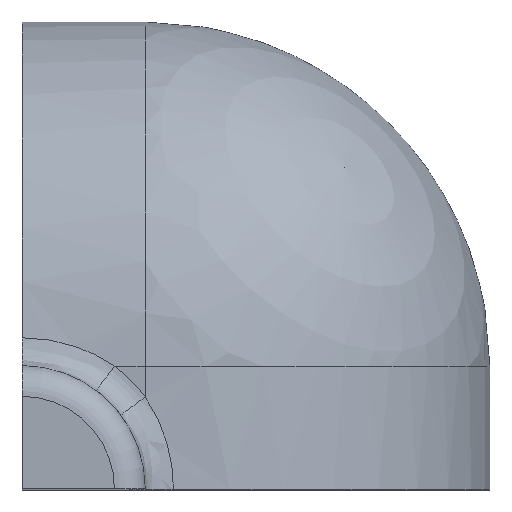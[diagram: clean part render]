
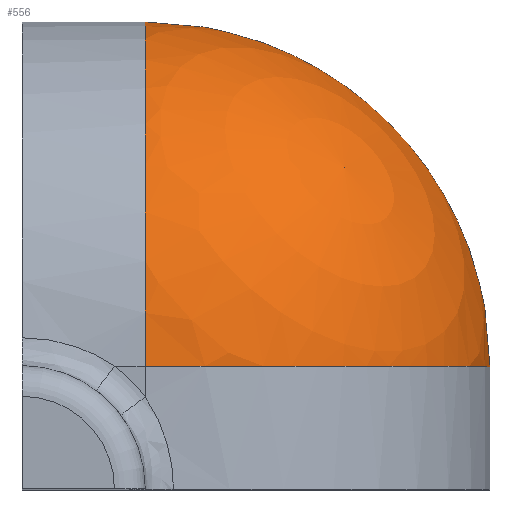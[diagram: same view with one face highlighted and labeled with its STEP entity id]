
A CAD part, top view. The second image highlights one B-rep face of the part: STEP entity #556.
In plain terms, the highlighted spherical face has radius 28 mm.
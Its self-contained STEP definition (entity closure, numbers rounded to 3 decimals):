
#29=SPHERICAL_SURFACE('',#630,28.);
#76=FACE_OUTER_BOUND('',#110,.T.);
#110=EDGE_LOOP('',(#445,#446,#447,#448,#449,#450));
#146=CIRCLE('',#612,28.);
#147=CIRCLE('',#613,28.);
#156=CIRCLE('',#629,28.);
#157=CIRCLE('',#631,28.);
#158=CIRCLE('',#632,28.);
#252=VERTEX_POINT('',#917);
#254=VERTEX_POINT('',#929);
#255=VERTEX_POINT('',#931);
#268=VERTEX_POINT('',#1068);
#269=VERTEX_POINT('',#1073);
#311=EDGE_CURVE('',#252,#254,#146,.T.);
#312=EDGE_CURVE('',#254,#255,#147,.T.);
#335=EDGE_CURVE('',#268,#252,#156,.T.);
#336=EDGE_CURVE('',#255,#268,#157,.T.);
#337=EDGE_CURVE('',#269,#254,#158,.T.);
#445=ORIENTED_EDGE('',*,*,#311,.F.);
#446=ORIENTED_EDGE('',*,*,#335,.F.);
#447=ORIENTED_EDGE('',*,*,#336,.F.);
#448=ORIENTED_EDGE('',*,*,#312,.F.);
#449=ORIENTED_EDGE('',*,*,#337,.F.);
#450=ORIENTED_EDGE('',*,*,#337,.T.);
#556=ADVANCED_FACE('',(#76),#29,.T.);
#612=AXIS2_PLACEMENT_3D('',#930,#727,#728);
#613=AXIS2_PLACEMENT_3D('',#932,#729,#730);
#629=AXIS2_PLACEMENT_3D('',#1070,#769,#770);
#630=AXIS2_PLACEMENT_3D('',#1071,#771,#772);
#631=AXIS2_PLACEMENT_3D('',#1072,#773,#774);
#632=AXIS2_PLACEMENT_3D('',#1074,#775,#776);
#727=DIRECTION('center_axis',(-1.,0.,0.));
#728=DIRECTION('ref_axis',(0.,1.,0.));
#729=DIRECTION('center_axis',(-1.,0.,0.));
#730=DIRECTION('ref_axis',(0.,1.,0.));
#769=DIRECTION('center_axis',(0.,-1.,0.));
#770=DIRECTION('ref_axis',(-1.,0.,0.));
#771=DIRECTION('center_axis',(0.577,0.577,0.577));
#772=DIRECTION('ref_axis',(0.707,0.,-0.707));
#773=DIRECTION('center_axis',(0.,0.,
-1.));
#774=DIRECTION('ref_axis',(1.,0.,0.));
#775=DIRECTION('center_axis',(0.408,-0.816,0.408));
#776=DIRECTION('ref_axis',(-0.707,0.,0.707));
#917=CARTESIAN_POINT('',(-67.25,207.25,390.));
#929=CARTESIAN_POINT('',(-67.25,219.772,387.044));
#930=CARTESIAN_POINT('Origin',(-67.25,207.25,362.));
#931=CARTESIAN_POINT('',(-67.25,235.25,362.));
#932=CARTESIAN_POINT('Origin',(-67.25,207.25,362.));
#1068=CARTESIAN_POINT('',(-39.25,207.25,362.));
#1070=CARTESIAN_POINT('Origin',(-67.25,207.25,362.));
#1071=CARTESIAN_POINT('Origin',(-67.25,207.25,362.));
#1072=CARTESIAN_POINT('Origin',(-67.25,207.25,362.));
#1073=CARTESIAN_POINT('',(-51.084,223.416,378.166));
#1074=CARTESIAN_POINT('Origin',(-67.25,207.25,362.));
